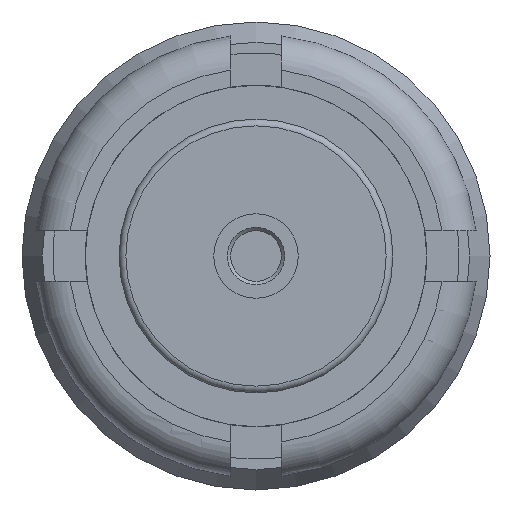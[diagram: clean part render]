
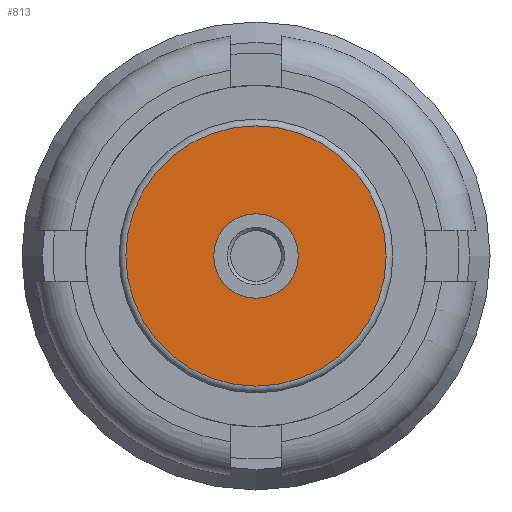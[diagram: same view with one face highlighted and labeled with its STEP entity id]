
A CAD part, left-side view. The second image highlights one B-rep face of the part: STEP entity #813.
In plain terms, the highlighted planar face has unit normal (-1, 0, 0).
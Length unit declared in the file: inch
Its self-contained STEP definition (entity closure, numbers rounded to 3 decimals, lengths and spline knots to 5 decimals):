
#86 = EDGE_LOOP ( 'NONE', ( #317 ) ) ;
#101 = CARTESIAN_POINT ( 'NONE',  ( 0.02, 0., 0. ) ) ;
#108 = DIRECTION ( 'NONE',  ( 1., 0., 0. ) ) ;
#131 = DIRECTION ( 'NONE',  ( 0., 0., -1. ) ) ;
#140 = DIRECTION ( 'NONE',  ( 0., 0., 1. ) ) ;
#187 = FACE_OUTER_BOUND ( 'NONE', #1761, .T. ) ;
#305 = CARTESIAN_POINT ( 'NONE',  ( 0.02, 0., 0.0125 ) ) ;
#317 = ORIENTED_EDGE ( 'NONE', *, *, #595, .F. ) ;
#360 = CIRCLE ( 'NONE', #1296, 0.0385 ) ;
#555 = CARTESIAN_POINT ( 'NONE',  ( 0.02, 0., 0. ) ) ;
#572 = EDGE_CURVE ( 'NONE', #1519, #1519, #360, .T. ) ;
#595 = EDGE_CURVE ( 'NONE', #1375, #1375, #1686, .T. ) ;
#614 = AXIS2_PLACEMENT_3D ( 'NONE', #555, #1346, #140 ) ;
#632 = ORIENTED_EDGE ( 'NONE', *, *, #572, .T. ) ;
#692 = DIRECTION ( 'NONE',  ( -1., 0., 0. ) ) ;
#813 = ADVANCED_FACE ( 'NONE', ( #867, #187 ), #924, .F. ) ;
#867 = FACE_BOUND ( 'NONE', #86, .T. ) ;
#924 = PLANE ( 'NONE',  #1196 ) ;
#1096 = CARTESIAN_POINT ( 'NONE',  ( 0.02, 0., 0. ) ) ;
#1196 = AXIS2_PLACEMENT_3D ( 'NONE', #101, #108, #1606 ) ;
#1240 = CARTESIAN_POINT ( 'NONE',  ( 0.02, 0., -0.0385 ) ) ;
#1296 = AXIS2_PLACEMENT_3D ( 'NONE', #1096, #692, #131 ) ;
#1346 = DIRECTION ( 'NONE',  ( -1., 0., 0. ) ) ;
#1375 = VERTEX_POINT ( 'NONE', #305 ) ;
#1519 = VERTEX_POINT ( 'NONE', #1240 ) ;
#1606 = DIRECTION ( 'NONE',  ( 0., 0., -1. ) ) ;
#1686 = CIRCLE ( 'NONE', #614, 0.0125 ) ;
#1761 = EDGE_LOOP ( 'NONE', ( #632 ) ) ;
